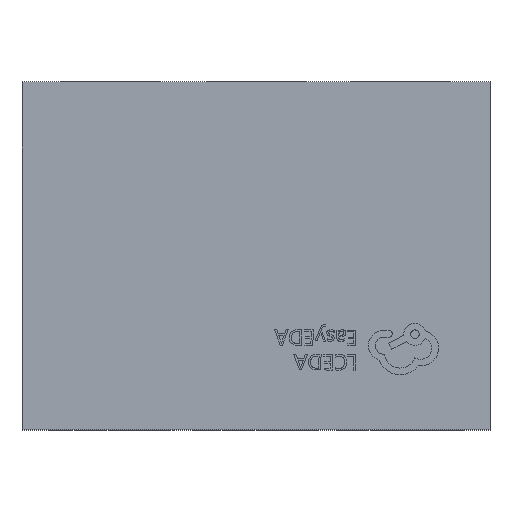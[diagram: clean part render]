
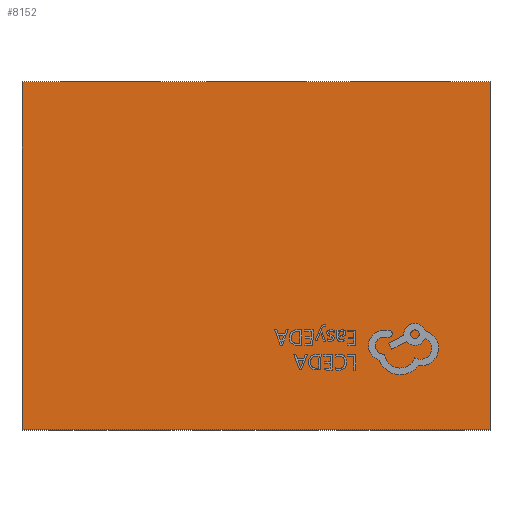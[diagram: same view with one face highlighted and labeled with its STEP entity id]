
A CAD part, top view. The second image highlights one B-rep face of the part: STEP entity #8152.
In plain terms, the highlighted planar face has unit normal (0, 0, 1).
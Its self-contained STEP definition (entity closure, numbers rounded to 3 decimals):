
#628 = VECTOR ( 'NONE', #5964, 1000. ) ;
#1176 = ORIENTED_EDGE ( 'NONE', *, *, #7263, .T. ) ;
#2547 = CARTESIAN_POINT ( 'NONE',  ( 9.965, 1.6, 7. ) ) ;
#3350 = CARTESIAN_POINT ( 'NONE',  ( 0., 0., 7. ) ) ;
#5175 = PLANE ( 'NONE',  #5544 ) ;
#5544 = AXIS2_PLACEMENT_3D ( 'NONE', #3350, #22567, #17562 ) ;
#5699 = CARTESIAN_POINT ( 'NONE',  ( -2.345, -7.55, 7. ) ) ;
#5964 = DIRECTION ( 'NONE',  ( -1., 0., 0. ) ) ;
#6096 = ORIENTED_EDGE ( 'NONE', *, *, #6529, .T. ) ;
#6529 = EDGE_CURVE ( 'NONE', #20540, #22560, #13441, .T. ) ;
#6909 = FACE_OUTER_BOUND ( 'NONE', #13249, .T. ) ;
#7263 = EDGE_CURVE ( 'NONE', #22202, #20540, #18379, .T. ) ;
#7566 = LINE ( 'NONE', #2547, #628 ) ;
#8152 = ADVANCED_FACE ( 'NONE', ( #6909 ), #5175, .T. ) ;
#8779 = DIRECTION ( 'NONE',  ( 0., -1., 0. ) ) ;
#9660 = VECTOR ( 'NONE', #11642, 1000. ) ;
#9679 = DIRECTION ( 'NONE',  ( 1., 0., 0. ) ) ;
#11642 = DIRECTION ( 'NONE',  ( 0., 1., 0. ) ) ;
#11882 = CARTESIAN_POINT ( 'NONE',  ( -2.345, -7.55, 7. ) ) ;
#12205 = LINE ( 'NONE', #11882, #15862 ) ;
#12788 = CARTESIAN_POINT ( 'NONE',  ( 9.965, -7.55, 7. ) ) ;
#13249 = EDGE_LOOP ( 'NONE', ( #13921, #1176, #6096, #21751 ) ) ;
#13441 = LINE ( 'NONE', #13563, #9660 ) ;
#13563 = CARTESIAN_POINT ( 'NONE',  ( 9.965, -7.55, 7. ) ) ;
#13708 = CARTESIAN_POINT ( 'NONE',  ( 9.965, -7.55, 7. ) ) ;
#13921 = ORIENTED_EDGE ( 'NONE', *, *, #14440, .T. ) ;
#14440 = EDGE_CURVE ( 'NONE', #21532, #22202, #12205, .T. ) ;
#15260 = CARTESIAN_POINT ( 'NONE',  ( -2.345, 1.6, 7. ) ) ;
#15862 = VECTOR ( 'NONE', #8779, 1000. ) ;
#17043 = EDGE_CURVE ( 'NONE', #22560, #21532, #7566, .T. ) ;
#17562 = DIRECTION ( 'NONE',  ( 1., 0., 0. ) ) ;
#18296 = VECTOR ( 'NONE', #9679, 1000. ) ;
#18379 = LINE ( 'NONE', #12788, #18296 ) ;
#20540 = VERTEX_POINT ( 'NONE', #13708 ) ;
#20874 = CARTESIAN_POINT ( 'NONE',  ( 9.965, 1.6, 7. ) ) ;
#21532 = VERTEX_POINT ( 'NONE', #15260 ) ;
#21751 = ORIENTED_EDGE ( 'NONE', *, *, #17043, .T. ) ;
#22202 = VERTEX_POINT ( 'NONE', #5699 ) ;
#22560 = VERTEX_POINT ( 'NONE', #20874 ) ;
#22567 = DIRECTION ( 'NONE',  ( 0., 0., 1. ) ) ;
